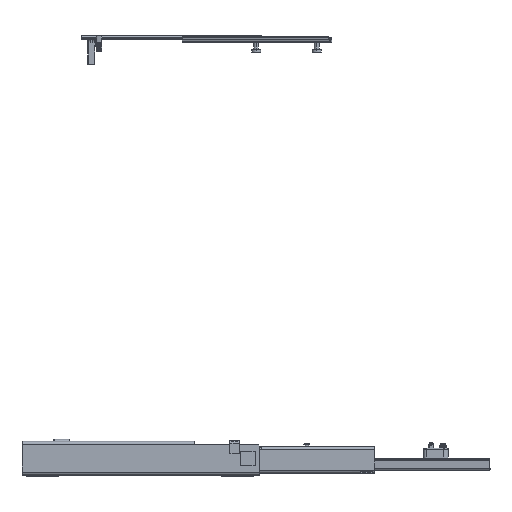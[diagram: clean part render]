
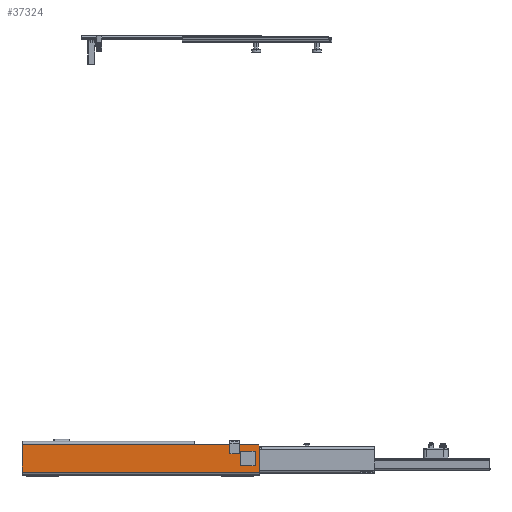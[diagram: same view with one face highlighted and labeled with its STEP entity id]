
A CAD part, left-side view. The second image highlights one B-rep face of the part: STEP entity #37324.
In plain terms, the highlighted planar face has unit normal (-1, 0, 0).
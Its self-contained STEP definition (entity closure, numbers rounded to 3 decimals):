
#849=FACE_BOUND('',#4820,.T.);
#850=FACE_BOUND('',#4821,.T.);
#1227=PLANE('',#40455);
#2485=FACE_OUTER_BOUND('',#4819,.T.);
#4819=EDGE_LOOP('',(#27754,#27755,#27756,#27757,#27758,#27759,#27760,#27761,
#27762));
#4820=EDGE_LOOP('',(#27763,#27764,#27765,#27766));
#4821=EDGE_LOOP('',(#27767,#27768,#27769,#27770,#27771,#27772));
#7680=CIRCLE('',#40456,0.6);
#7681=CIRCLE('',#40457,0.6);
#7682=CIRCLE('',#40458,3.);
#9907=LINE('',#75391,#12553);
#10124=LINE('',#76185,#12770);
#10129=LINE('',#76222,#12775);
#10130=LINE('',#76224,#12776);
#10131=LINE('',#76226,#12777);
#10132=LINE('',#76228,#12778);
#10133=LINE('',#76230,#12779);
#10134=LINE('',#76232,#12780);
#10135=LINE('',#76234,#12781);
#10136=LINE('',#76235,#12782);
#10137=LINE('',#76238,#12783);
#10138=LINE('',#76240,#12784);
#10139=LINE('',#76242,#12785);
#10140=LINE('',#76243,#12786);
#10141=LINE('',#76248,#12787);
#10142=LINE('',#76252,#12788);
#12553=VECTOR('',#46850,10.);
#12770=VECTOR('',#47447,10.);
#12775=VECTOR('',#47454,10.);
#12776=VECTOR('',#47455,10.);
#12777=VECTOR('',#47456,10.);
#12778=VECTOR('',#47457,10.);
#12779=VECTOR('',#47458,10.);
#12780=VECTOR('',#47459,10.);
#12781=VECTOR('',#47460,10.);
#12782=VECTOR('',#47461,10.);
#12783=VECTOR('',#47462,10.);
#12784=VECTOR('',#47463,10.);
#12785=VECTOR('',#47464,10.);
#12786=VECTOR('',#47465,10.);
#12787=VECTOR('',#47468,10.);
#12788=VECTOR('',#47473,10.);
#15572=VERTEX_POINT('',#75388);
#15573=VERTEX_POINT('',#75390);
#15812=VERTEX_POINT('',#76183);
#15813=VERTEX_POINT('',#76184);
#15819=VERTEX_POINT('',#76221);
#15820=VERTEX_POINT('',#76223);
#15821=VERTEX_POINT('',#76225);
#15822=VERTEX_POINT('',#76227);
#15823=VERTEX_POINT('',#76229);
#15824=VERTEX_POINT('',#76231);
#15825=VERTEX_POINT('',#76233);
#15826=VERTEX_POINT('',#76236);
#15827=VERTEX_POINT('',#76237);
#15828=VERTEX_POINT('',#76239);
#15829=VERTEX_POINT('',#76241);
#15830=VERTEX_POINT('',#76244);
#15831=VERTEX_POINT('',#76245);
#15832=VERTEX_POINT('',#76247);
#15833=VERTEX_POINT('',#76250);
#19681=EDGE_CURVE('',#15573,#15572,#9907,.T.);
#20011=EDGE_CURVE('',#15812,#15813,#10124,.T.);
#20018=EDGE_CURVE('',#15573,#15819,#10129,.T.);
#20019=EDGE_CURVE('',#15820,#15572,#10130,.T.);
#20020=EDGE_CURVE('',#15820,#15821,#10131,.T.);
#20021=EDGE_CURVE('',#15821,#15822,#10132,.T.);
#20022=EDGE_CURVE('',#15822,#15823,#10133,.T.);
#20023=EDGE_CURVE('',#15823,#15824,#10134,.T.);
#20024=EDGE_CURVE('',#15824,#15825,#10135,.T.);
#20025=EDGE_CURVE('',#15825,#15819,#10136,.T.);
#20026=EDGE_CURVE('',#15826,#15827,#10137,.T.);
#20027=EDGE_CURVE('',#15827,#15828,#10138,.T.);
#20028=EDGE_CURVE('',#15828,#15829,#10139,.T.);
#20029=EDGE_CURVE('',#15829,#15826,#10140,.T.);
#20030=EDGE_CURVE('',#15830,#15831,#7680,.T.);
#20031=EDGE_CURVE('',#15831,#15832,#10141,.T.);
#20032=EDGE_CURVE('',#15832,#15813,#7681,.T.);
#20033=EDGE_CURVE('',#15833,#15812,#7682,.T.);
#20034=EDGE_CURVE('',#15830,#15833,#10142,.T.);
#27754=ORIENTED_EDGE('',*,*,#20018,.F.);
#27755=ORIENTED_EDGE('',*,*,#19681,.T.);
#27756=ORIENTED_EDGE('',*,*,#20019,.F.);
#27757=ORIENTED_EDGE('',*,*,#20020,.T.);
#27758=ORIENTED_EDGE('',*,*,#20021,.T.);
#27759=ORIENTED_EDGE('',*,*,#20022,.T.);
#27760=ORIENTED_EDGE('',*,*,#20023,.T.);
#27761=ORIENTED_EDGE('',*,*,#20024,.T.);
#27762=ORIENTED_EDGE('',*,*,#20025,.T.);
#27763=ORIENTED_EDGE('',*,*,#20026,.T.);
#27764=ORIENTED_EDGE('',*,*,#20027,.T.);
#27765=ORIENTED_EDGE('',*,*,#20028,.T.);
#27766=ORIENTED_EDGE('',*,*,#20029,.T.);
#27767=ORIENTED_EDGE('',*,*,#20030,.T.);
#27768=ORIENTED_EDGE('',*,*,#20031,.T.);
#27769=ORIENTED_EDGE('',*,*,#20032,.T.);
#27770=ORIENTED_EDGE('',*,*,#20011,.F.);
#27771=ORIENTED_EDGE('',*,*,#20033,.F.);
#27772=ORIENTED_EDGE('',*,*,#20034,.F.);
#37324=ADVANCED_FACE('',(#2485,#849,#850),#1227,.F.);
#40455=AXIS2_PLACEMENT_3D('',#76220,#47452,#47453);
#40456=AXIS2_PLACEMENT_3D('',#76246,#47466,#47467);
#40457=AXIS2_PLACEMENT_3D('',#76249,#47469,#47470);
#40458=AXIS2_PLACEMENT_3D('',#76251,#47471,#47472);
#46850=DIRECTION('',(0.,0.,1.));
#47447=DIRECTION('',(0.,0.,1.));
#47452=DIRECTION('center_axis',(1.,0.,0.));
#47453=DIRECTION('ref_axis',(0.,0.,
1.));
#47454=DIRECTION('',(0.,1.,0.));
#47455=DIRECTION('',(0.,-0.707,-0.707));
#47456=DIRECTION('',(0.,1.,0.));
#47457=DIRECTION('',(0.,0.,1.));
#47458=DIRECTION('',(0.,1.,0.));
#47459=DIRECTION('',(0.,0.,1.));
#47460=DIRECTION('',(0.,1.,0.));
#47461=DIRECTION('',(0.,0.,-1.));
#47462=DIRECTION('',(0.,0.,1.));
#47463=DIRECTION('',(0.,-1.,0.));
#47464=DIRECTION('',(0.,0.,-1.));
#47465=DIRECTION('',(0.,1.,0.));
#47466=DIRECTION('center_axis',(1.,0.,0.));
#47467=DIRECTION('ref_axis',(0.,0.98,-0.199));
#47468=DIRECTION('',(0.,-1.,0.));
#47469=DIRECTION('center_axis',(1.,0.,0.));
#47470=DIRECTION('ref_axis',(0.,0.199,0.98));
#47471=DIRECTION('center_axis',(-1.,0.,0.));
#47472=DIRECTION('ref_axis',(0.,0.998,0.063));
#47473=DIRECTION('',(0.,0.,-1.));
#75388=CARTESIAN_POINT('',(-60.5,12.25,61.25));
#75390=CARTESIAN_POINT('',(-60.5,12.25,8.));
#75391=CARTESIAN_POINT('',(-60.5,12.25,19.));
#76183=CARTESIAN_POINT('',(-60.5,61.,51.5));
#76184=CARTESIAN_POINT('',(-60.5,61.,53.9));
#76185=CARTESIAN_POINT('',(-60.5,61.,48.625));
#76220=CARTESIAN_POINT('Origin',(-60.5,255.5,38.));
#76221=CARTESIAN_POINT('',(-60.5,498.75,8.));
#76222=CARTESIAN_POINT('',(-60.5,499.,8.));
#76223=CARTESIAN_POINT('',(-60.5,15.,64.));
#76224=CARTESIAN_POINT('',(-60.5,67.875,116.875));
#76225=CARTESIAN_POINT('',(-60.5,146.99,64.));
#76226=CARTESIAN_POINT('',(-60.5,201.245,64.));
#76227=CARTESIAN_POINT('',(-60.5,146.99,64.99));
#76228=CARTESIAN_POINT('',(-60.5,146.99,54.5));
#76229=CARTESIAN_POINT('',(-60.5,147.,64.99));
#76230=CARTESIAN_POINT('',(-60.5,201.245,64.99));
#76231=CARTESIAN_POINT('',(-60.5,147.,65.));
#76232=CARTESIAN_POINT('',(-60.5,147.,51.495));
#76233=CARTESIAN_POINT('',(-60.5,498.75,65.));
#76234=CARTESIAN_POINT('',(-60.5,377.25,65.));
#76235=CARTESIAN_POINT('',(-60.5,498.75,19.));
#76236=CARTESIAN_POINT('',(-60.5,52.18,20.66));
#76237=CARTESIAN_POINT('',(-60.5,52.18,51.));
#76238=CARTESIAN_POINT('',(-60.5,52.18,29.33));
#76239=CARTESIAN_POINT('',(-60.5,22.,51.));
#76240=CARTESIAN_POINT('',(-60.5,153.84,51.));
#76241=CARTESIAN_POINT('',(-60.5,22.,20.66));
#76242=CARTESIAN_POINT('',(-60.5,22.,44.5));
#76243=CARTESIAN_POINT('',(-60.5,138.75,20.66));
#76244=CARTESIAN_POINT('',(-60.5,67.,53.9));
#76245=CARTESIAN_POINT('',(-60.5,66.4,54.5));
#76246=CARTESIAN_POINT('Origin',(-60.5,66.4,53.9));
#76247=CARTESIAN_POINT('',(-60.5,61.6,54.5));
#76248=CARTESIAN_POINT('',(-60.5,64.,54.5));
#76249=CARTESIAN_POINT('Origin',(-60.5,61.6,53.9));
#76250=CARTESIAN_POINT('',(-60.5,67.,51.5));
#76251=CARTESIAN_POINT('Origin',(-60.5,64.,51.5));
#76252=CARTESIAN_POINT('',(-60.5,67.,48.625));
